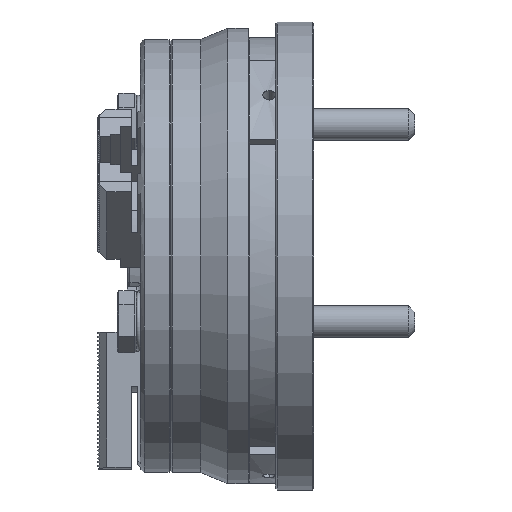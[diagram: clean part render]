
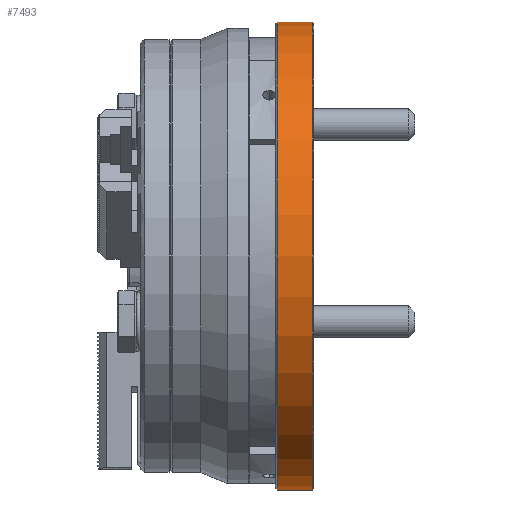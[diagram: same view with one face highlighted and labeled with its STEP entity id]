
A CAD part, left-side view. The second image highlights one B-rep face of the part: STEP entity #7493.
In plain terms, the highlighted cylindrical face has radius 73.5 mm (diameter 147 mm), a partial arc.
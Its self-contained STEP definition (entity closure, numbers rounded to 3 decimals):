
#1603 = CIRCLE ( 'NONE', #28540, 73.5 ) ;
#3109 = EDGE_LOOP ( 'NONE', ( #12234, #79212, #64730, #112954 ) ) ;
#4200 = VERTEX_POINT ( 'NONE', #83416 ) ;
#4247 = CARTESIAN_POINT ( 'NONE',  ( 0., 0.5, -73.5 ) ) ;
#7383 = CARTESIAN_POINT ( 'NONE',  ( 0., 11.5, 73.5 ) ) ;
#7493 = ADVANCED_FACE ( 'NONE', ( #111316 ), #77041, .T. ) ;
#12234 = ORIENTED_EDGE ( 'NONE', *, *, #29851, .F. ) ;
#12932 = EDGE_CURVE ( 'NONE', #66560, #45323, #81871, .T. ) ;
#14794 = VECTOR ( 'NONE', #37414, 1000. ) ;
#18484 = CARTESIAN_POINT ( 'NONE',  ( 0., 11.5, -73.5 ) ) ;
#22786 = DIRECTION ( 'NONE',  ( 0., 0., 1. ) ) ;
#24230 = EDGE_CURVE ( 'NONE', #97726, #4200, #1603, .T. ) ;
#28540 = AXIS2_PLACEMENT_3D ( 'NONE', #36191, #102931, #45742 ) ;
#29851 = EDGE_CURVE ( 'NONE', #97726, #45323, #116251, .T. ) ;
#36191 = CARTESIAN_POINT ( 'NONE',  ( 0., 0.5, 0. ) ) ;
#37414 = DIRECTION ( 'NONE',  ( 0., 1., 0. ) ) ;
#38822 = EDGE_CURVE ( 'NONE', #4200, #66560, #66765, .T. ) ;
#45197 = DIRECTION ( 'NONE',  ( 0., 1., 0. ) ) ;
#45323 = VERTEX_POINT ( 'NONE', #18484 ) ;
#45742 = DIRECTION ( 'NONE',  ( 0., 0., -1. ) ) ;
#48146 = CARTESIAN_POINT ( 'NONE',  ( 0., 11.5, 0. ) ) ;
#62572 = DIRECTION ( 'NONE',  ( 0., -1., 0. ) ) ;
#64730 = ORIENTED_EDGE ( 'NONE', *, *, #38822, .T. ) ;
#66560 = VERTEX_POINT ( 'NONE', #7383 ) ;
#66765 = LINE ( 'NONE', #92414, #117453 ) ;
#73816 = CARTESIAN_POINT ( 'NONE',  ( 0., 84.367, 0. ) ) ;
#77041 = CYLINDRICAL_SURFACE ( 'NONE', #92617, 73.5 ) ;
#79212 = ORIENTED_EDGE ( 'NONE', *, *, #24230, .T. ) ;
#81871 = CIRCLE ( 'NONE', #89306, 73.5 ) ;
#83416 = CARTESIAN_POINT ( 'NONE',  ( 0., 0.5, 73.5 ) ) ;
#84976 = CARTESIAN_POINT ( 'NONE',  ( 0., 84.367, -73.5 ) ) ;
#89306 = AXIS2_PLACEMENT_3D ( 'NONE', #48146, #62572, #22786 ) ;
#92414 = CARTESIAN_POINT ( 'NONE',  ( 0., 84.367, 73.5 ) ) ;
#92617 = AXIS2_PLACEMENT_3D ( 'NONE', #73816, #45197, #105660 ) ;
#97726 = VERTEX_POINT ( 'NONE', #4247 ) ;
#102931 = DIRECTION ( 'NONE',  ( 0., 1., 0. ) ) ;
#105660 = DIRECTION ( 'NONE',  ( 0., 0., 1. ) ) ;
#111316 = FACE_OUTER_BOUND ( 'NONE', #3109, .T. ) ;
#112954 = ORIENTED_EDGE ( 'NONE', *, *, #12932, .T. ) ;
#116251 = LINE ( 'NONE', #84976, #14794 ) ;
#117453 = VECTOR ( 'NONE', #120749, 1000. ) ;
#120749 = DIRECTION ( 'NONE',  ( 0., 1., 0. ) ) ;
